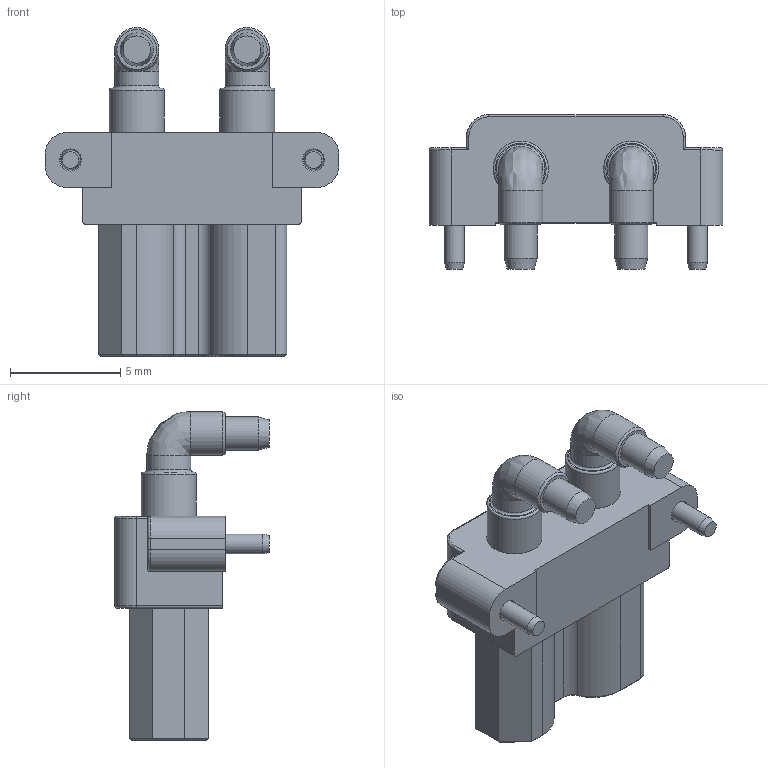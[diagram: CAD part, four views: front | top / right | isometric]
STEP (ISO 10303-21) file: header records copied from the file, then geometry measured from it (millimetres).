
FILE_DESCRIPTION(/* description */ (''),/* implementation_level */ '2;1');
FILE_NAME(/* name */ 'XT30PW-F--3DModel-STEP-510211.step',/* time_stamp */ '2023-09-12T19:39:43-10:00',/* author */ (''),/* organization */ (''),/* preprocessor_version */ 'ST-DEVELOPER v20',/* originating_system */ 'Autodesk Translation Framework v12.9.0.99',/* authorisation */ '');
FILE_SCHEMA (('AUTOMOTIVE_DESIGN { 1 0 10303 214 3 1 1 }'));
Length unit declared in the file: millimetre
Products named in the file (2): (Unsaved); XT30PW-F_XT30PW-F
Assembly tree (1 placements, depth 2):
  (Unsaved)
    XT30PW-F_XT30PW-F
Bounding box: 13.3 x 7 x 14.9 mm (x, y, z)
Volume: 374.4 mm3; surface area: 639.4 mm2
Topology: 5 solids, 5 shells, 131 faces, 297 edges, 179 vertices
Faces by surface type: plane 51, cylinder 42, cone 22, torus 14, bspline 2
Full cylindrical faces by diameter (mm): 0.9 x4, 1.5 x2, 2 x4, 2.1 x2, 2.5 x2
Entity records: 3754 total; most frequent: DIRECTION 694, CARTESIAN_POINT 658, ORIENTED_EDGE 586, EDGE_CURVE 293, AXIS2_PLACEMENT_3D 269, VERTEX_POINT 179, LINE 156, VECTOR 156
